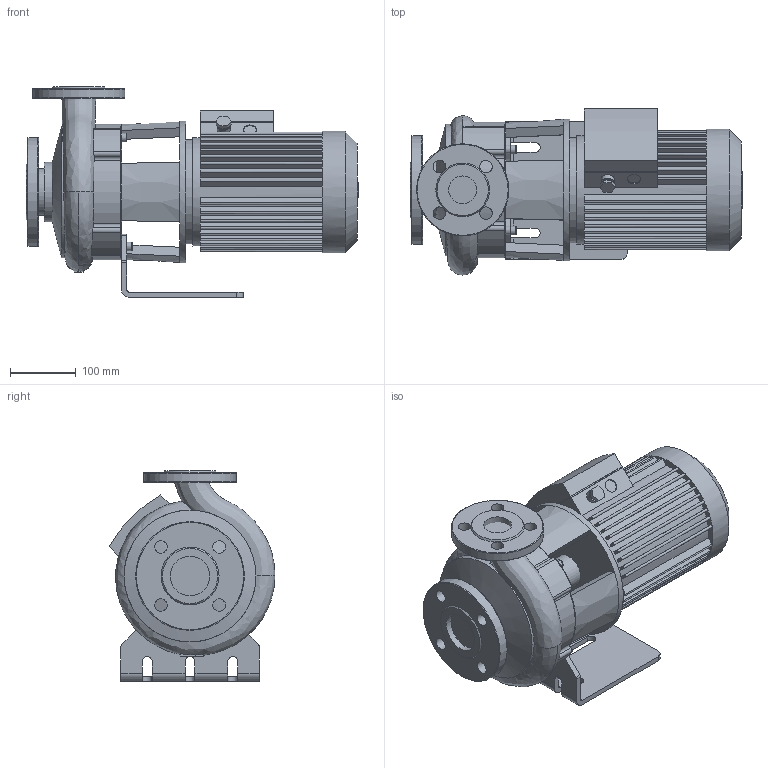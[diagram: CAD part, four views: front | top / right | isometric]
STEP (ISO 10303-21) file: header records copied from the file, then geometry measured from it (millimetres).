
FILE_DESCRIPTION(/* description */ (''),/* implementation_level */ '2;1');
FILE_NAME(/* name */ '3d_BL32_160-0_55_4-2089365.stp',/* time_stamp */ '2017-11-06T15:07:59+01:00',/* author */ ('Andrzej'),/* organization */ (''),/* preprocessor_version */ 'ST-DEVELOPER v16.13',/* originating_system */ 'AutoCAD Mechanical',/* authorisation */ '');
FILE_SCHEMA (('AUTOMOTIVE_DESIGN { 1 0 10303 214 3 1 1 }'));
Length unit declared in the file: millimetre
Products named in the file (1): Product
Bounding box: 504 x 252 x 320 mm (x, y, z)
Volume: 12552791.1 mm3; surface area: 904702.5 mm2
Topology: 9 solids, 9 shells, 477 faces, 1289 edges, 837 vertices
Faces by surface type: plane 281, cylinder 148, bspline 28, cone 12, torus 8
Full cylindrical faces by diameter (mm): 9 x4, 13 x4, 16 x1, 19 x8, 20 x4, 42.4 x1, 50 x1, 60.3 x1, 70.3 x1, 90.3 x1, 140 x1, 160 x1, 165 x2, 185 x1, 200.08 x1, 215 x1
Entity records: 17724 total; most frequent: CARTESIAN_POINT 5708, DIRECTION 2496, ORIENTED_EDGE 2472, EDGE_CURVE 1236, AXIS2_PLACEMENT_3D 900, VERTEX_POINT 829, LINE 696, VECTOR 696
